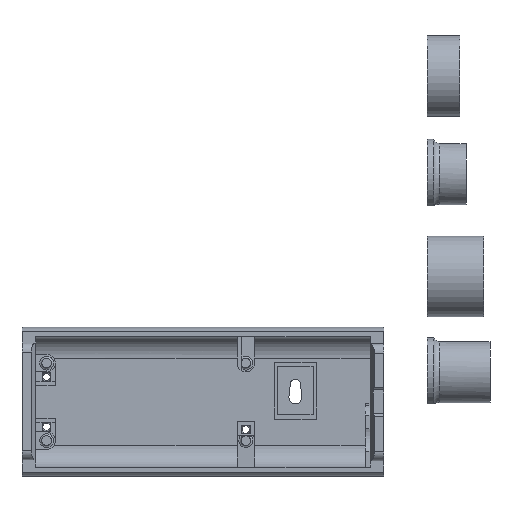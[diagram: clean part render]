
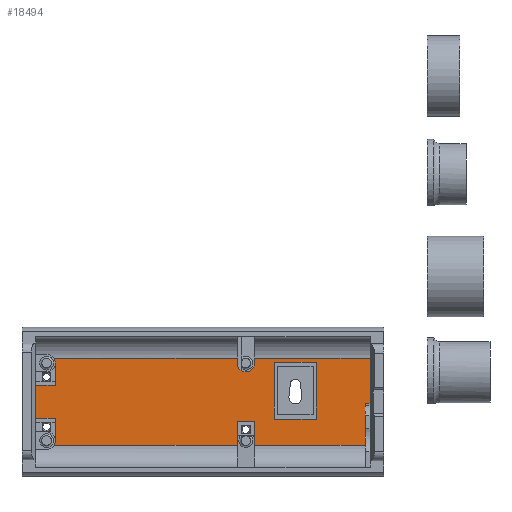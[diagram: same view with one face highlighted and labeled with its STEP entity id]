
A CAD part, front view. The second image highlights one B-rep face of the part: STEP entity #18494.
In plain terms, the highlighted planar face has unit normal (0, -1, 0).
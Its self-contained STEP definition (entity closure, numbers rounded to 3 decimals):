
#218=FACE_BOUND('',#1758,.T.);
#370=PLANE('',#19613);
#715=FACE_OUTER_BOUND('',#1757,.T.);
#1757=EDGE_LOOP('',(#12449,#12450,#12451,#12452,#12453,#12454,#12455,#12456,
#12457,#12458,#12459,#12460,#12461,#12462,#12463,#12464,#12465,#12466,#12467,
#12468,#12469,#12470));
#1758=EDGE_LOOP('',(#12471,#12472,#12473,#12474));
#4112=LINE('',#22667,#5460);
#4116=LINE('',#22675,#5464);
#4119=LINE('',#22681,#5467);
#4122=LINE('',#22686,#5470);
#4183=LINE('',#22978,#5531);
#4185=LINE('',#22983,#5533);
#4187=LINE('',#22986,#5535);
#4188=LINE('',#22989,#5536);
#4192=LINE('',#23001,#5540);
#4227=LINE('',#23089,#5575);
#4269=LINE('',#23198,#5617);
#4271=LINE('',#23201,#5619);
#4274=LINE('',#23209,#5622);
#4276=LINE('',#23212,#5624);
#4277=LINE('',#23215,#5625);
#4278=LINE('',#23217,#5626);
#4279=LINE('',#23221,#5627);
#4280=LINE('',#23222,#5628);
#4281=LINE('',#23224,#5629);
#4282=LINE('',#23226,#5630);
#4283=LINE('',#23228,#5631);
#4284=LINE('',#23230,#5632);
#4285=LINE('',#23231,#5633);
#5460=VECTOR('',#20151,10.);
#5464=VECTOR('',#20157,10.);
#5467=VECTOR('',#20162,10.);
#5470=VECTOR('',#20167,10.);
#5531=VECTOR('',#20380,10.);
#5533=VECTOR('',#20384,10.);
#5535=VECTOR('',#20388,10.);
#5536=VECTOR('',#20391,10.);
#5540=VECTOR('',#20405,10.);
#5575=VECTOR('',#20470,10.);
#5617=VECTOR('',#20560,10.);
#5619=VECTOR('',#20564,10.);
#5622=VECTOR('',#20575,10.);
#5624=VECTOR('',#20579,10.);
#5625=VECTOR('',#20582,10.);
#5626=VECTOR('',#20583,10.);
#5627=VECTOR('',#20586,10.);
#5628=VECTOR('',#20587,10.);
#5629=VECTOR('',#20588,10.);
#5630=VECTOR('',#20589,10.);
#5631=VECTOR('',#20590,10.);
#5632=VECTOR('',#20591,10.);
#5633=VECTOR('',#20592,10.);
#6783=CIRCLE('',#19574,2.);
#6787=CIRCLE('',#19586,2.);
#6795=CIRCLE('',#19614,2.);
#6981=VERTEX_POINT('',#22665);
#6982=VERTEX_POINT('',#22666);
#6985=VERTEX_POINT('',#22674);
#6987=VERTEX_POINT('',#22680);
#7070=VERTEX_POINT('',#22974);
#7071=VERTEX_POINT('',#22976);
#7072=VERTEX_POINT('',#22980);
#7073=VERTEX_POINT('',#22982);
#7074=VERTEX_POINT('',#22988);
#7077=VERTEX_POINT('',#22999);
#7087=VERTEX_POINT('',#23027);
#7091=VERTEX_POINT('',#23035);
#7106=VERTEX_POINT('',#23086);
#7107=VERTEX_POINT('',#23088);
#7120=VERTEX_POINT('',#23120);
#7121=VERTEX_POINT('',#23122);
#7142=VERTEX_POINT('',#23197);
#7143=VERTEX_POINT('',#23208);
#7144=VERTEX_POINT('',#23214);
#7145=VERTEX_POINT('',#23216);
#7146=VERTEX_POINT('',#23218);
#7147=VERTEX_POINT('',#23220);
#7148=VERTEX_POINT('',#23223);
#7149=VERTEX_POINT('',#23225);
#7150=VERTEX_POINT('',#23227);
#7151=VERTEX_POINT('',#23229);
#8973=EDGE_CURVE('',#6981,#6982,#4112,.T.);
#8977=EDGE_CURVE('',#6982,#6985,#4116,.T.);
#8980=EDGE_CURVE('',#6985,#6987,#4119,.T.);
#8983=EDGE_CURVE('',#6987,#6981,#4122,.T.);
#9105=EDGE_CURVE('',#7070,#7071,#4183,.T.);
#9107=EDGE_CURVE('',#7073,#7072,#4185,.T.);
#9109=EDGE_CURVE('',#7071,#7073,#4187,.T.);
#9110=EDGE_CURVE('',#7070,#7074,#4188,.T.);
#9118=EDGE_CURVE('',#7077,#7072,#4192,.T.);
#9136=EDGE_CURVE('',#7087,#7091,#6783,.T.);
#9159=EDGE_CURVE('',#7106,#7107,#4227,.T.);
#9177=EDGE_CURVE('',#7121,#7120,#6787,.T.);
#9211=EDGE_CURVE('',#7106,#7142,#4269,.T.);
#9213=EDGE_CURVE('',#7142,#7087,#4271,.T.);
#9216=EDGE_CURVE('',#7120,#7143,#4274,.T.);
#9218=EDGE_CURVE('',#7143,#7107,#4276,.T.);
#9219=EDGE_CURVE('',#7144,#7077,#4277,.T.);
#9220=EDGE_CURVE('',#7144,#7145,#4278,.T.);
#9221=EDGE_CURVE('',#7145,#7146,#6795,.T.);
#9222=EDGE_CURVE('',#7146,#7147,#4279,.T.);
#9223=EDGE_CURVE('',#7121,#7147,#4280,.T.);
#9224=EDGE_CURVE('',#7148,#7091,#4281,.T.);
#9225=EDGE_CURVE('',#7148,#7149,#4282,.T.);
#9226=EDGE_CURVE('',#7149,#7150,#4283,.T.);
#9227=EDGE_CURVE('',#7150,#7151,#4284,.T.);
#9228=EDGE_CURVE('',#7074,#7151,#4285,.T.);
#12449=ORIENTED_EDGE('',*,*,#9107,.T.);
#12450=ORIENTED_EDGE('',*,*,#9118,.F.);
#12451=ORIENTED_EDGE('',*,*,#9219,.F.);
#12452=ORIENTED_EDGE('',*,*,#9220,.T.);
#12453=ORIENTED_EDGE('',*,*,#9221,.T.);
#12454=ORIENTED_EDGE('',*,*,#9222,.T.);
#12455=ORIENTED_EDGE('',*,*,#9223,.F.);
#12456=ORIENTED_EDGE('',*,*,#9177,.T.);
#12457=ORIENTED_EDGE('',*,*,#9216,.T.);
#12458=ORIENTED_EDGE('',*,*,#9218,.T.);
#12459=ORIENTED_EDGE('',*,*,#9159,.F.);
#12460=ORIENTED_EDGE('',*,*,#9211,.T.);
#12461=ORIENTED_EDGE('',*,*,#9213,.T.);
#12462=ORIENTED_EDGE('',*,*,#9136,.T.);
#12463=ORIENTED_EDGE('',*,*,#9224,.F.);
#12464=ORIENTED_EDGE('',*,*,#9225,.T.);
#12465=ORIENTED_EDGE('',*,*,#9226,.T.);
#12466=ORIENTED_EDGE('',*,*,#9227,.T.);
#12467=ORIENTED_EDGE('',*,*,#9228,.F.);
#12468=ORIENTED_EDGE('',*,*,#9110,.F.);
#12469=ORIENTED_EDGE('',*,*,#9105,.T.);
#12470=ORIENTED_EDGE('',*,*,#9109,.T.);
#12471=ORIENTED_EDGE('',*,*,#8973,.T.);
#12472=ORIENTED_EDGE('',*,*,#8977,.T.);
#12473=ORIENTED_EDGE('',*,*,#8980,.T.);
#12474=ORIENTED_EDGE('',*,*,#8983,.T.);
#18494=ADVANCED_FACE('',(#715,#218),#370,.F.);
#19574=AXIS2_PLACEMENT_3D('',#23044,#20432,#20433);
#19586=AXIS2_PLACEMENT_3D('',#23123,#20493,#20494);
#19613=AXIS2_PLACEMENT_3D('',#23213,#20580,#20581);
#19614=AXIS2_PLACEMENT_3D('',#23219,#20584,#20585);
#20151=DIRECTION('',(0.,0.,1.));
#20157=DIRECTION('',(1.,0.,0.));
#20162=DIRECTION('',(0.,0.,-1.));
#20167=DIRECTION('',(-1.,0.,0.));
#20380=DIRECTION('',(-1.,0.,0.));
#20384=DIRECTION('',(1.,0.,0.));
#20388=DIRECTION('',(0.,0.,1.));
#20391=DIRECTION('',(0.,0.,-1.));
#20405=DIRECTION('',(0.,0.,-1.));
#20432=DIRECTION('center_axis',(0.,1.,0.));
#20433=DIRECTION('ref_axis',(1.,0.,0.));
#20470=DIRECTION('',(0.,0.,1.));
#20493=DIRECTION('center_axis',(0.,1.,0.));
#20494=DIRECTION('ref_axis',(1.,0.,0.));
#20560=DIRECTION('',(1.,0.,0.));
#20564=DIRECTION('',(0.,0.,-1.));
#20575=DIRECTION('',(0.,0.,-1.));
#20579=DIRECTION('',(-1.,0.,0.));
#20580=DIRECTION('center_axis',(0.,1.,0.));
#20581=DIRECTION('ref_axis',(0.,0.,1.));
#20582=DIRECTION('',(1.,0.,0.));
#20583=DIRECTION('',(0.,0.,-1.));
#20584=DIRECTION('center_axis',(0.,1.,0.));
#20585=DIRECTION('ref_axis',(1.,0.,0.));
#20586=DIRECTION('',(0.,0.,1.));
#20587=DIRECTION('',(1.,0.,0.));
#20588=DIRECTION('',(-1.,0.,0.));
#20589=DIRECTION('',(0.,0.,1.));
#20590=DIRECTION('',(1.,0.,0.));
#20591=DIRECTION('',(0.,0.,-1.));
#20592=DIRECTION('',(-1.,0.,0.));
#22665=CARTESIAN_POINT('',(54.835,18.6,-3.962));
#22666=CARTESIAN_POINT('',(54.835,18.6,9.042));
#22667=CARTESIAN_POINT('',(54.835,18.6,4.521));
#22674=CARTESIAN_POINT('',(64.435,18.6,9.042));
#22675=CARTESIAN_POINT('',(51.418,18.6,9.042));
#22680=CARTESIAN_POINT('',(64.435,18.6,-3.962));
#22681=CARTESIAN_POINT('',(64.435,18.6,-1.981));
#22686=CARTESIAN_POINT('',(46.617,18.6,-3.962));
#22974=CARTESIAN_POINT('',(76.8,18.6,-9.302));
#22976=CARTESIAN_POINT('',(75.7,18.6,-9.302));
#22978=CARTESIAN_POINT('',(57.6,18.6,-9.302));
#22980=CARTESIAN_POINT('',(76.8,18.6,-8.802));
#22982=CARTESIAN_POINT('',(75.7,18.6,-8.802));
#22983=CARTESIAN_POINT('',(57.6,18.6,-8.802));
#22986=CARTESIAN_POINT('',(75.7,18.6,-3.901));
#22988=CARTESIAN_POINT('',(76.8,18.6,-10.));
#22989=CARTESIAN_POINT('',(76.8,18.6,-7.5));
#22999=CARTESIAN_POINT('',(76.8,18.6,10.));
#23001=CARTESIAN_POINT('',(76.8,18.6,-7.5));
#23027=CARTESIAN_POINT('',(4.54,18.6,-8.89));
#23035=CARTESIAN_POINT('',(4.204,18.6,-10.));
#23044=CARTESIAN_POINT('Origin',(2.54,18.6,-8.89));
#23086=CARTESIAN_POINT('',(0.,18.6,-3.815));
#23088=CARTESIAN_POINT('',(0.,18.6,3.815));
#23089=CARTESIAN_POINT('',(0.,18.6,7.5));
#23120=CARTESIAN_POINT('',(4.54,18.6,8.89));
#23122=CARTESIAN_POINT('',(4.204,18.6,10.));
#23123=CARTESIAN_POINT('Origin',(2.54,18.6,8.89));
#23197=CARTESIAN_POINT('',(4.54,18.6,-3.815));
#23198=CARTESIAN_POINT('',(21.47,18.6,-3.815));
#23201=CARTESIAN_POINT('',(4.54,18.6,-4.445));
#23208=CARTESIAN_POINT('',(4.54,18.6,3.815));
#23209=CARTESIAN_POINT('',(4.54,18.6,1.908));
#23212=CARTESIAN_POINT('',(19.2,18.6,3.815));
#23213=CARTESIAN_POINT('Origin',(38.4,18.6,0.));
#23214=CARTESIAN_POINT('',(50.26,18.6,10.));
#23215=CARTESIAN_POINT('',(58.1,18.6,10.));
#23216=CARTESIAN_POINT('',(50.26,18.6,8.89));
#23217=CARTESIAN_POINT('',(50.26,18.6,4.445));
#23218=CARTESIAN_POINT('',(46.26,18.6,8.89));
#23219=CARTESIAN_POINT('Origin',(48.26,18.6,8.89));
#23220=CARTESIAN_POINT('',(46.26,18.6,10.));
#23221=CARTESIAN_POINT('',(46.26,18.6,7.5));
#23222=CARTESIAN_POINT('',(58.1,18.6,10.));
#23223=CARTESIAN_POINT('',(46.26,18.6,-10.));
#23224=CARTESIAN_POINT('',(18.7,18.6,-10.));
#23225=CARTESIAN_POINT('',(46.26,18.6,-4.45));
#23226=CARTESIAN_POINT('',(46.26,18.6,-2.225));
#23227=CARTESIAN_POINT('',(50.26,18.6,-4.45));
#23228=CARTESIAN_POINT('',(44.33,18.6,-4.45));
#23229=CARTESIAN_POINT('',(50.26,18.6,-10.));
#23230=CARTESIAN_POINT('',(50.26,18.6,-7.5));
#23231=CARTESIAN_POINT('',(18.7,18.6,-10.));
